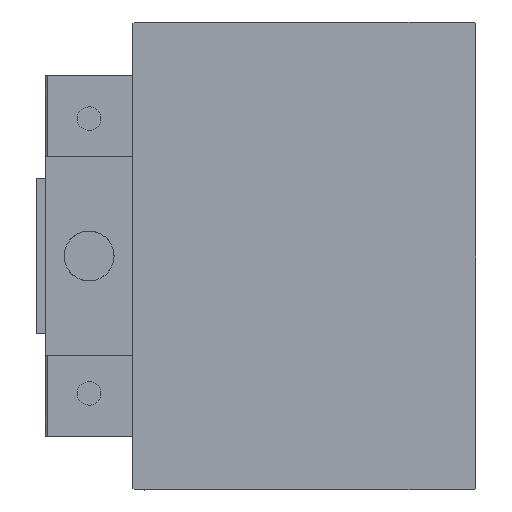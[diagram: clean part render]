
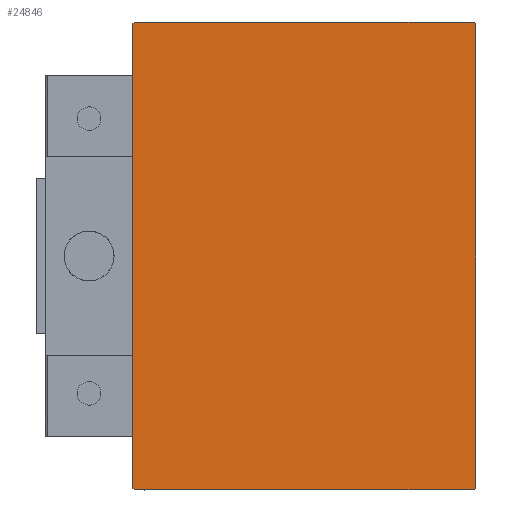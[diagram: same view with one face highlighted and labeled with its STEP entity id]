
A CAD part, left-side view. The second image highlights one B-rep face of the part: STEP entity #24846.
In plain terms, the highlighted face is planar.
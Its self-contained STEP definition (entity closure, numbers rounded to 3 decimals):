
#88 = DIRECTION ( 'NONE',  ( 0., 0.707, 0.707 ) ) ;
#844 = DIRECTION ( 'NONE',  ( 0., -0.707, 0.707 ) ) ;
#1865 = ORIENTED_EDGE ( 'NONE', *, *, #30985, .T. ) ;
#2147 = CARTESIAN_POINT ( 'NONE',  ( 135., 27.5, -37.5 ) ) ;
#2203 = CARTESIAN_POINT ( 'NONE',  ( 135., -32.35, 32.35 ) ) ;
#3830 = ORIENTED_EDGE ( 'NONE', *, *, #49397, .T. ) ;
#4171 = EDGE_CURVE ( 'NONE', #45026, #28639, #29258, .T. ) ;
#4578 = LINE ( 'NONE', #34950, #26667 ) ;
#5335 = CARTESIAN_POINT ( 'NONE',  ( 135., 27.5, 37.2 ) ) ;
#6903 = CARTESIAN_POINT ( 'NONE',  ( 135., 27.2, 37.5 ) ) ;
#7721 = EDGE_LOOP ( 'NONE', ( #3830, #24628, #27393, #26334, #48867, #37419, #1865, #27925 ) ) ;
#8372 = CARTESIAN_POINT ( 'NONE',  ( 135., -27.5, -37.2 ) ) ;
#8617 = LINE ( 'NONE', #27971, #34285 ) ;
#8672 = EDGE_CURVE ( 'NONE', #36770, #20460, #36588, .T. ) ;
#9490 = VECTOR ( 'NONE', #24616, 1000. ) ;
#12054 = CARTESIAN_POINT ( 'NONE',  ( 135., -27.2, 37.5 ) ) ;
#17806 = DIRECTION ( 'NONE',  ( 0., 1., 0. ) ) ;
#18929 = FACE_OUTER_BOUND ( 'NONE', #7721, .T. ) ;
#20220 = EDGE_CURVE ( 'NONE', #32772, #36770, #40286, .T. ) ;
#20460 = VERTEX_POINT ( 'NONE', #22584 ) ;
#20966 = CARTESIAN_POINT ( 'NONE',  ( 135., 27.5, 37.5 ) ) ;
#21242 = DIRECTION ( 'NONE',  ( 0., 0., 1. ) ) ;
#21937 = PLANE ( 'NONE',  #22439 ) ;
#22439 = AXIS2_PLACEMENT_3D ( 'NONE', #48540, #29465, #34212 ) ;
#22510 = CARTESIAN_POINT ( 'NONE',  ( 135., -27.5, -37.5 ) ) ;
#22584 = CARTESIAN_POINT ( 'NONE',  ( 135., -27.5, 37.2 ) ) ;
#24616 = DIRECTION ( 'NONE',  ( 0., 0., -1. ) ) ;
#24628 = ORIENTED_EDGE ( 'NONE', *, *, #37734, .T. ) ;
#24802 = VECTOR ( 'NONE', #29903, 1000. ) ;
#24846 = ADVANCED_FACE ( 'NONE', ( #18929 ), #21937, .T. ) ;
#25960 = LINE ( 'NONE', #49544, #44075 ) ;
#26334 = ORIENTED_EDGE ( 'NONE', *, *, #32944, .T. ) ;
#26667 = VECTOR ( 'NONE', #35192, 1000. ) ;
#27393 = ORIENTED_EDGE ( 'NONE', *, *, #4171, .T. ) ;
#27925 = ORIENTED_EDGE ( 'NONE', *, *, #44228, .T. ) ;
#27971 = CARTESIAN_POINT ( 'NONE',  ( 135., 32.35, 32.35 ) ) ;
#28639 = VERTEX_POINT ( 'NONE', #5335 ) ;
#29258 = LINE ( 'NONE', #2147, #38810 ) ;
#29465 = DIRECTION ( 'NONE',  ( 1., 0., 0. ) ) ;
#29903 = DIRECTION ( 'NONE',  ( 0., -1., 0. ) ) ;
#30985 = EDGE_CURVE ( 'NONE', #20460, #35438, #39930, .T. ) ;
#32025 = CARTESIAN_POINT ( 'NONE',  ( 135., 27.5, -37.2 ) ) ;
#32772 = VERTEX_POINT ( 'NONE', #6903 ) ;
#32828 = DIRECTION ( 'NONE',  ( 0., -0.707, -0.707 ) ) ;
#32944 = EDGE_CURVE ( 'NONE', #28639, #32772, #8617, .T. ) ;
#34111 = VECTOR ( 'NONE', #32828, 1000. ) ;
#34212 = DIRECTION ( 'NONE',  ( 0., 0., -1. ) ) ;
#34285 = VECTOR ( 'NONE', #844, 1000. ) ;
#34950 = CARTESIAN_POINT ( 'NONE',  ( 135., -32.35, -32.35 ) ) ;
#35192 = DIRECTION ( 'NONE',  ( 0., 0.707, -0.707 ) ) ;
#35438 = VERTEX_POINT ( 'NONE', #8372 ) ;
#36421 = CARTESIAN_POINT ( 'NONE',  ( 135., 27.2, -37.5 ) ) ;
#36588 = LINE ( 'NONE', #2203, #34111 ) ;
#36770 = VERTEX_POINT ( 'NONE', #12054 ) ;
#37419 = ORIENTED_EDGE ( 'NONE', *, *, #8672, .T. ) ;
#37734 = EDGE_CURVE ( 'NONE', #46621, #45026, #25960, .T. ) ;
#38614 = VERTEX_POINT ( 'NONE', #46998 ) ;
#38810 = VECTOR ( 'NONE', #21242, 1000. ) ;
#39930 = LINE ( 'NONE', #46467, #9490 ) ;
#40286 = LINE ( 'NONE', #20966, #24802 ) ;
#44075 = VECTOR ( 'NONE', #88, 1000. ) ;
#44228 = EDGE_CURVE ( 'NONE', #35438, #38614, #4578, .T. ) ;
#45026 = VERTEX_POINT ( 'NONE', #32025 ) ;
#46467 = CARTESIAN_POINT ( 'NONE',  ( 135., -27.5, 37.5 ) ) ;
#46621 = VERTEX_POINT ( 'NONE', #36421 ) ;
#46729 = VECTOR ( 'NONE', #17806, 1000. ) ;
#46998 = CARTESIAN_POINT ( 'NONE',  ( 135., -27.2, -37.5 ) ) ;
#48540 = CARTESIAN_POINT ( 'NONE',  ( 135., 0., 0. ) ) ;
#48867 = ORIENTED_EDGE ( 'NONE', *, *, #20220, .T. ) ;
#49397 = EDGE_CURVE ( 'NONE', #38614, #46621, #49598, .T. ) ;
#49544 = CARTESIAN_POINT ( 'NONE',  ( 135., 32.35, -32.35 ) ) ;
#49598 = LINE ( 'NONE', #22510, #46729 ) ;
